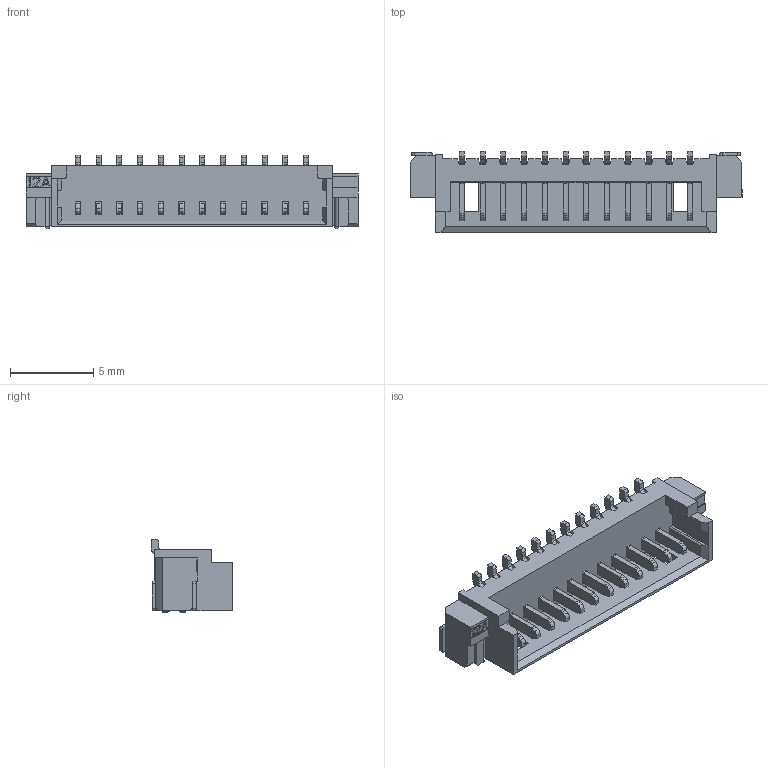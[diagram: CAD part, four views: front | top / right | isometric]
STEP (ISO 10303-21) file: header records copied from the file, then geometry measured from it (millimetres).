
FILE_DESCRIPTION((''),'2;1');
FILE_NAME('1_25-12P_3D_','2022-10-13T',('admin'),(''),'PRO/ENGINEER BY PARAMETRIC TECHNOLOGY CORPORATION, 2010280','PRO/ENGINEER BY PARAMETRIC TECHNOLOGY CORPORATION, 2010280','');
FILE_SCHEMA(('CONFIG_CONTROL_DESIGN'));
Length unit declared in the file: millimetre
Products named in the file (1): 1_25-12P_3D_
Bounding box: 20 x 4.9 x 4.41 mm (x, y, z)
Volume: 141.5 mm3; surface area: 582.4 mm2
Topology: 1 solids, 2 shells, 938 faces, 2993 edges, 1949 vertices
Faces by surface type: plane 608, cylinder 330
Entity records: 33482 total; most frequent: CARTESIAN_POINT 6391, ORIENTED_EDGE 5982, DIRECTION 5436, EDGE_CURVE 2993, VECTOR 2268, LINE 2268, VERTEX_POINT 1949, AXIS2_PLACEMENT_3D 1584
